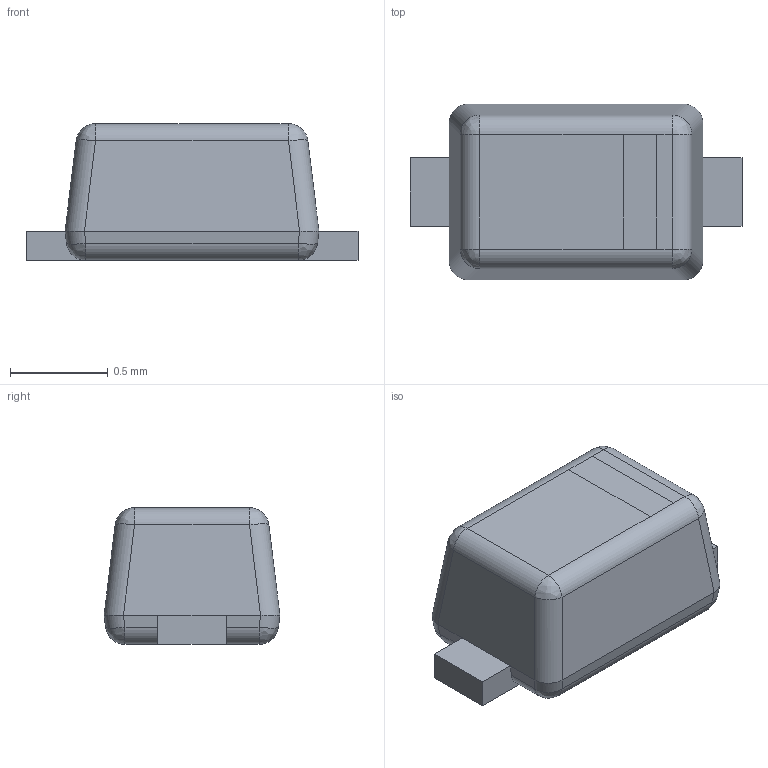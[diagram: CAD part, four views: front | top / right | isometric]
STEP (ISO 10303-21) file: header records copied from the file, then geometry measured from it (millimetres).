
FILE_DESCRIPTION (( 'STEP AP214' ), '1' );
FILE_NAME ('SOD523-SC79.STEP', '2019-01-04T10:33:03', ( '' ), ( '' ), 'SwSTEP 2.0', 'SolidWorks 2018', '' );
FILE_SCHEMA (( 'AUTOMOTIVE_DESIGN' ));
Length unit declared in the file: millimetre
Products named in the file (1): SOD523-SC79
Bounding box: 1.7 x 0.9 x 0.7 mm (x, y, z)
Volume: 0.7 mm3; surface area: 5.7 mm2
Topology: 3 solids, 3 shells, 60 faces, 134 edges, 72 vertices
Faces by surface type: plane 34, cylinder 18, bspline 8
Entity records: 1733 total; most frequent: CARTESIAN_POINT 447, ORIENTED_EDGE 252, DIRECTION 240, EDGE_CURVE 126, VECTOR 94, LINE 94, AXIS2_PLACEMENT_3D 73, VERTEX_POINT 72
